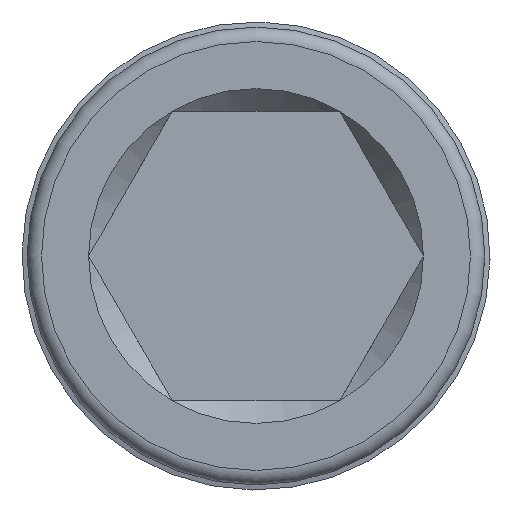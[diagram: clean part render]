
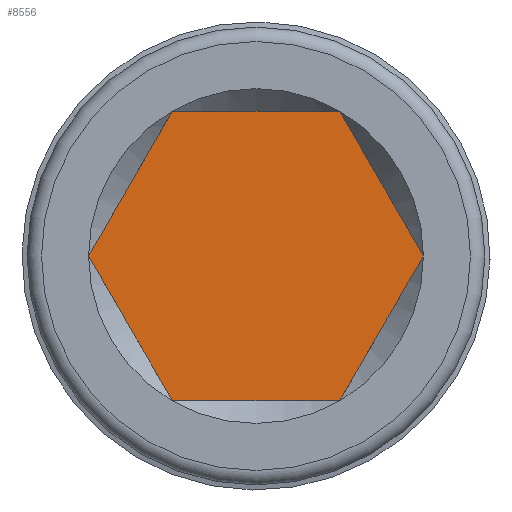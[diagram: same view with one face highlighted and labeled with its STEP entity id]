
A CAD part, left-side view. The second image highlights one B-rep face of the part: STEP entity #8556.
In plain terms, the highlighted planar face has unit normal (-1, 0, 0).
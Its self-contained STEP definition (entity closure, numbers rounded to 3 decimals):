
#1018=PLANE('',#9009);
#1936=FACE_OUTER_BOUND('',#2426,.T.);
#2426=EDGE_LOOP('',(#8052,#8053));
#3426=CIRCLE('',#8699,6.05);
#3427=CIRCLE('',#8700,6.05);
#3872=VERTEX_POINT('',#17800);
#3873=VERTEX_POINT('',#17801);
#4717=EDGE_CURVE('',#3872,#3873,#3426,.T.);
#4731=EDGE_CURVE('',#3873,#3872,#3427,.T.);
#8052=ORIENTED_EDGE('',*,*,#4717,.F.);
#8053=ORIENTED_EDGE('',*,*,#4731,.F.);
#8556=ADVANCED_FACE('',(#1936),#1018,.T.);
#8699=AXIS2_PLACEMENT_3D('',#17802,#9325,#9326);
#8700=AXIS2_PLACEMENT_3D('',#17852,#9328,#9329);
#9009=AXIS2_PLACEMENT_3D('',#63784,#10319,#10320);
#9325=DIRECTION('center_axis',(1.,0.,0.));
#9326=DIRECTION('ref_axis',(0.,-1.,0.));
#9328=DIRECTION('center_axis',(1.,0.,0.));
#9329=DIRECTION('ref_axis',(0.,-1.,0.));
#10319=DIRECTION('center_axis',(-1.,0.,0.));
#10320=DIRECTION('ref_axis',(0.,0.,1.));
#17800=CARTESIAN_POINT('',(8.,-6.05,0.));
#17801=CARTESIAN_POINT('',(8.,6.05,0.));
#17802=CARTESIAN_POINT('Origin',(8.,0.,0.));
#17852=CARTESIAN_POINT('Origin',(8.,0.,0.));
#63784=CARTESIAN_POINT('Origin',(8.,6.55,0.));
